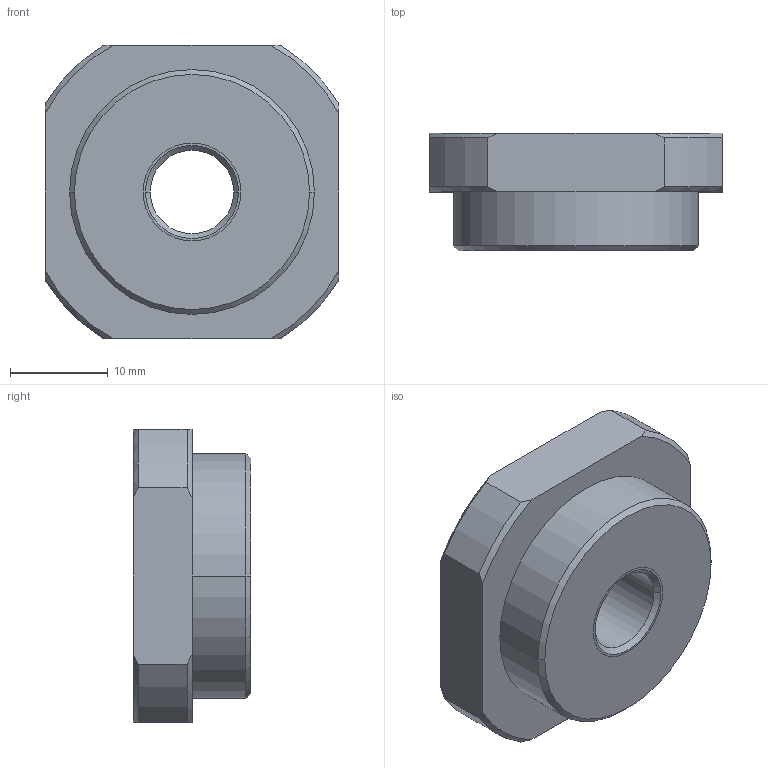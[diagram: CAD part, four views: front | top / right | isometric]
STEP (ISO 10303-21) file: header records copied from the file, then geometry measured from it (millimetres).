
FILE_DESCRIPTION((''),'2;1');
FILE_NAME('LUOMU1','2021-11-22T',('fanyzh'),('babu'),'PRO/ENGINEER BY PARAMETRIC TECHNOLOGY CORPORATION, 2010280','PRO/ENGINEER BY PARAMETRIC TECHNOLOGY CORPORATION, 2010280','');
FILE_SCHEMA(('AP203_CONFIGURATION_CONTROLLED_3D_DESIGN_OF_MECHANICAL_PARTS_AND_ASSEMBLIES_MIM_LF'));
Length unit declared in the file: millimetre
Products named in the file (1): LUOMU1
Bounding box: 30 x 12 x 30 mm (x, y, z)
Volume: 7279.2 mm3; surface area: 3312.1 mm2
Topology: 1 solids, 2 shells, 31 faces, 78 edges, 50 vertices
Faces by surface type: cone 14, cylinder 10, plane 7
Entity records: 1415 total; most frequent: CARTESIAN_POINT 252, DIRECTION 174, ORIENTED_EDGE 152, EDGE_CURVE 78, AXIS2_PLACEMENT_3D 70, PROPERTY_DEFINITION 53, REPRESENTATION 51, PROPERTY_DEFINITION_REPRESENTATION 51
